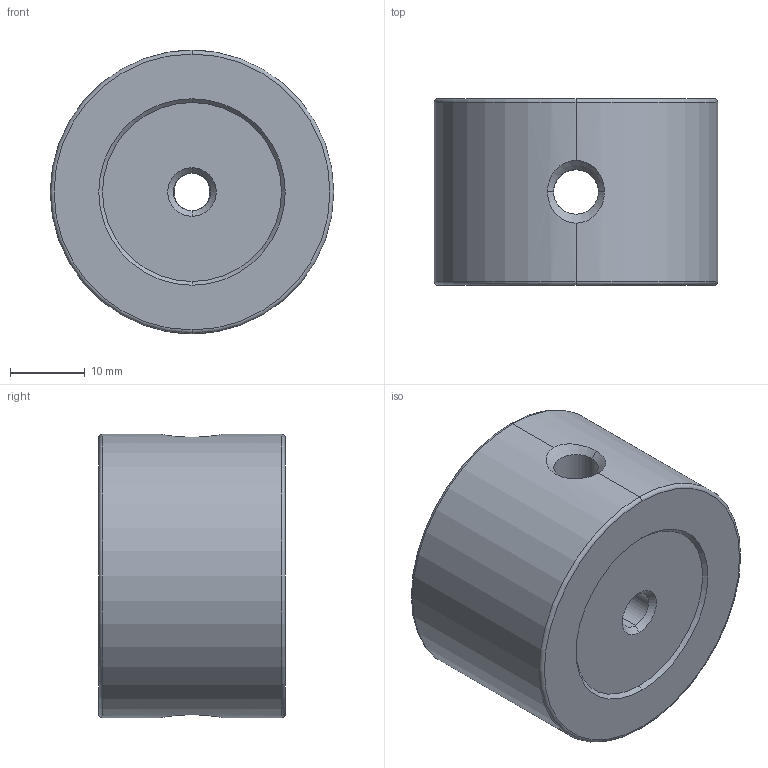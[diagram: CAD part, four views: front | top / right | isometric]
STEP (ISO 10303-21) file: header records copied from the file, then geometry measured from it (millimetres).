
FILE_DESCRIPTION (( 'STEP AP203' ), '1' );
FILE_NAME ('1.4.2.137-ZGH-38-25.STEP', '2024-04-06T04:38:25', ( '' ), ( '' ), 'SwSTEP 2.0', 'SolidWorks 2021', '' );
FILE_SCHEMA (( 'CONFIG_CONTROL_DESIGN' ));
Length unit declared in the file: millimetre
Products named in the file (1): 1.4.2.137-ZGH-38-25
Bounding box: 38 x 25 x 38 mm (x, y, z)
Volume: 26400.2 mm3; surface area: 6072.8 mm2
Topology: 1 solids, 1 shells, 32 faces, 78 edges, 48 vertices
Faces by surface type: cone 16, cylinder 8, torus 4, plane 4
Entity records: 1235 total; most frequent: CARTESIAN_POINT 403, DIRECTION 160, ORIENTED_EDGE 156, EDGE_CURVE 78, AXIS2_PLACEMENT_3D 69, VERTEX_POINT 48, EDGE_LOOP 38, CIRCLE 36
